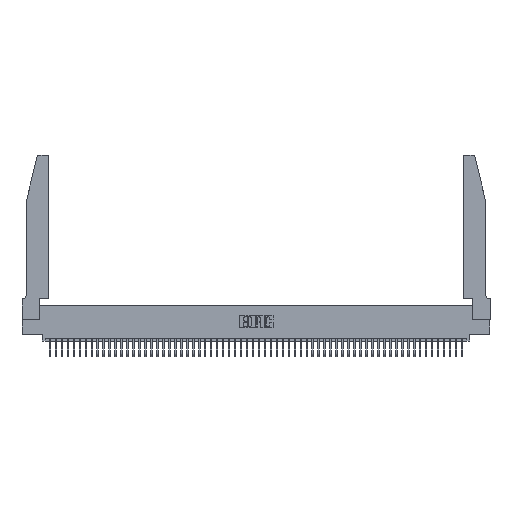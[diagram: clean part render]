
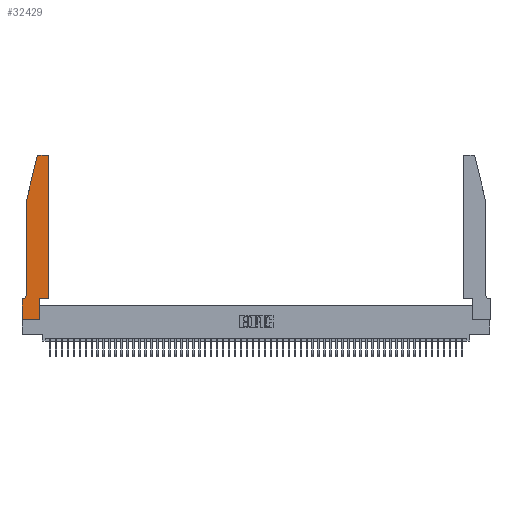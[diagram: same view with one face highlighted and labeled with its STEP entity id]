
A CAD part, top view. The second image highlights one B-rep face of the part: STEP entity #32429.
In plain terms, the highlighted planar face has unit normal (0, 0, 1).
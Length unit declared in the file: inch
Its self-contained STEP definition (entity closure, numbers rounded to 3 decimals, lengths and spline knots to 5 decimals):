
#708 = DIRECTION ( 'NONE',  ( 0., 1., 0. ) ) ;
#894 = ORIENTED_EDGE ( 'NONE', *, *, #21493, .T. ) ;
#2376 = LINE ( 'NONE', #17364, #44018 ) ;
#2698 = CARTESIAN_POINT ( 'NONE',  ( 0., 0.35, 0.37 ) ) ;
#2704 = VERTEX_POINT ( 'NONE', #43868 ) ;
#3006 = EDGE_CURVE ( 'NONE', #37189, #20832, #51937, .T. ) ;
#3080 = DIRECTION ( 'NONE',  ( 1., 0., 0. ) ) ;
#3169 = VERTEX_POINT ( 'NONE', #13712 ) ;
#3315 = DIRECTION ( 'NONE',  ( 0., 0., -1. ) ) ;
#3996 = VERTEX_POINT ( 'NONE', #29443 ) ;
#3997 = DIRECTION ( 'NONE',  ( 0., 0., 1. ) ) ;
#4766 = ORIENTED_EDGE ( 'NONE', *, *, #17071, .T. ) ;
#5091 = EDGE_CURVE ( 'NONE', #39909, #52228, #2376, .T. ) ;
#5488 = LINE ( 'NONE', #20304, #48434 ) ;
#5679 = CIRCLE ( 'NONE', #24707, 0.03 ) ;
#6781 = DIRECTION ( 'NONE',  ( 0., 0., 1. ) ) ;
#6824 = CARTESIAN_POINT ( 'NONE',  ( 0.2865, 0., 0.37 ) ) ;
#8192 = DIRECTION ( 'NONE',  ( 1., 0., 0. ) ) ;
#8604 = CARTESIAN_POINT ( 'NONE',  ( 0.4505, 2.72, 0.37 ) ) ;
#8892 = VERTEX_POINT ( 'NONE', #42351 ) ;
#10748 = EDGE_LOOP ( 'NONE', ( #11309, #19559, #46256, #44685, #51328, #38318, #47428, #27472, #4766, #894, #30871, #31429 ) ) ;
#11309 = ORIENTED_EDGE ( 'NONE', *, *, #26653, .T. ) ;
#11497 = CARTESIAN_POINT ( 'NONE',  ( 0.0755, 0.35, 0.37 ) ) ;
#12441 = CARTESIAN_POINT ( 'NONE',  ( 0., 0., 0.37 ) ) ;
#13712 = CARTESIAN_POINT ( 'NONE',  ( 0.2865, 0.35, 0.37 ) ) ;
#16130 = DIRECTION ( 'NONE',  ( 1., 0., 0. ) ) ;
#16250 = DIRECTION ( 'NONE',  ( 0., 1., 0. ) ) ;
#17071 = EDGE_CURVE ( 'NONE', #20832, #3169, #5488, .T. ) ;
#17364 = CARTESIAN_POINT ( 'NONE',  ( 0.4505, 0.35, 0.37 ) ) ;
#17489 = LINE ( 'NONE', #11497, #50554 ) ;
#17692 = EDGE_CURVE ( 'NONE', #2704, #18272, #19862, .T. ) ;
#18030 = VECTOR ( 'NONE', #37876, 39.37008 ) ;
#18272 = VERTEX_POINT ( 'NONE', #19808 ) ;
#18785 = EDGE_CURVE ( 'NONE', #3996, #2704, #44992, .T. ) ;
#19559 = ORIENTED_EDGE ( 'NONE', *, *, #31844, .T. ) ;
#19808 = CARTESIAN_POINT ( 'NONE',  ( 0.0755, 0.42, 0.37 ) ) ;
#19862 = LINE ( 'NONE', #49541, #51561 ) ;
#20304 = CARTESIAN_POINT ( 'NONE',  ( 0.2865, 0.35, 0.37 ) ) ;
#20832 = VERTEX_POINT ( 'NONE', #6824 ) ;
#21493 = EDGE_CURVE ( 'NONE', #3169, #39909, #24861, .T. ) ;
#23656 = CARTESIAN_POINT ( 'NONE',  ( 0., 0., 0.37 ) ) ;
#24707 = AXIS2_PLACEMENT_3D ( 'NONE', #31784, #6781, #35929 ) ;
#24861 = LINE ( 'NONE', #49318, #33292 ) ;
#26629 = VECTOR ( 'NONE', #48437, 39.37008 ) ;
#26653 = EDGE_CURVE ( 'NONE', #29671, #39798, #29061, .T. ) ;
#27472 = ORIENTED_EDGE ( 'NONE', *, *, #3006, .T. ) ;
#28318 = CARTESIAN_POINT ( 'NONE',  ( 0.0055, 0.42, 0.37 ) ) ;
#28995 = CARTESIAN_POINT ( 'NONE',  ( 0.4205, 2.72, 0.37 ) ) ;
#29061 = LINE ( 'NONE', #42021, #18030 ) ;
#29191 = LINE ( 'NONE', #23656, #26629 ) ;
#29443 = CARTESIAN_POINT ( 'NONE',  ( 0.25487, 2.72718, 0.37 ) ) ;
#29671 = VERTEX_POINT ( 'NONE', #30557 ) ;
#29848 = FACE_OUTER_BOUND ( 'NONE', #10748, .T. ) ;
#30184 = CIRCLE ( 'NONE', #49346, 0.07 ) ;
#30557 = CARTESIAN_POINT ( 'NONE',  ( 0.4205, 2.75, 0.37 ) ) ;
#30871 = ORIENTED_EDGE ( 'NONE', *, *, #5091, .T. ) ;
#30958 = AXIS2_PLACEMENT_3D ( 'NONE', #48727, #39449, #3080 ) ;
#31353 = DIRECTION ( 'NONE',  ( -0.239, -0.971, 0. ) ) ;
#31429 = ORIENTED_EDGE ( 'NONE', *, *, #40524, .T. ) ;
#31784 = CARTESIAN_POINT ( 'NONE',  ( 0.284, 2.72, 0.37 ) ) ;
#31844 = EDGE_CURVE ( 'NONE', #39798, #3996, #5679, .T. ) ;
#32429 = ADVANCED_FACE ( 'NONE', ( #29848 ), #52863, .T. ) ;
#32432 = EDGE_CURVE ( 'NONE', #8892, #35863, #17489, .T. ) ;
#32530 = DIRECTION ( 'NONE',  ( -1., 0., 0. ) ) ;
#32866 = CIRCLE ( 'NONE', #48566, 0.03 ) ;
#33200 = DIRECTION ( 'NONE',  ( 1., 0., 0. ) ) ;
#33292 = VECTOR ( 'NONE', #16130, 39.37008 ) ;
#35502 = CARTESIAN_POINT ( 'NONE',  ( 0.0755, 2., 0.37 ) ) ;
#35863 = VERTEX_POINT ( 'NONE', #2698 ) ;
#35929 = DIRECTION ( 'NONE',  ( 1., 0., 0. ) ) ;
#37189 = VERTEX_POINT ( 'NONE', #40165 ) ;
#37876 = DIRECTION ( 'NONE',  ( -1., 0., 0. ) ) ;
#38318 = ORIENTED_EDGE ( 'NONE', *, *, #32432, .T. ) ;
#39449 = DIRECTION ( 'NONE',  ( 0., 0., 1. ) ) ;
#39798 = VERTEX_POINT ( 'NONE', #44439 ) ;
#39909 = VERTEX_POINT ( 'NONE', #49690 ) ;
#40165 = CARTESIAN_POINT ( 'NONE',  ( 0., 0., 0.37 ) ) ;
#40524 = EDGE_CURVE ( 'NONE', #52228, #29671, #32866, .T. ) ;
#40542 = DIRECTION ( 'NONE',  ( -1., 0., 0. ) ) ;
#40931 = VECTOR ( 'NONE', #8192, 39.37008 ) ;
#42021 = CARTESIAN_POINT ( 'NONE',  ( 0.2605, 2.75, 0.37 ) ) ;
#42351 = CARTESIAN_POINT ( 'NONE',  ( 0.0055, 0.35, 0.37 ) ) ;
#42381 = VECTOR ( 'NONE', #31353, 39.37008 ) ;
#43868 = CARTESIAN_POINT ( 'NONE',  ( 0.0755, 2., 0.37 ) ) ;
#44018 = VECTOR ( 'NONE', #708, 39.37008 ) ;
#44132 = EDGE_CURVE ( 'NONE', #18272, #8892, #30184, .T. ) ;
#44439 = CARTESIAN_POINT ( 'NONE',  ( 0.284, 2.75, 0.37 ) ) ;
#44685 = ORIENTED_EDGE ( 'NONE', *, *, #17692, .T. ) ;
#44992 = LINE ( 'NONE', #35502, #42381 ) ;
#46256 = ORIENTED_EDGE ( 'NONE', *, *, #18785, .T. ) ;
#47000 = EDGE_CURVE ( 'NONE', #35863, #37189, #29191, .T. ) ;
#47428 = ORIENTED_EDGE ( 'NONE', *, *, #47000, .T. ) ;
#48434 = VECTOR ( 'NONE', #16250, 39.37008 ) ;
#48437 = DIRECTION ( 'NONE',  ( 0., -1., 0. ) ) ;
#48566 = AXIS2_PLACEMENT_3D ( 'NONE', #28995, #3997, #33200 ) ;
#48727 = CARTESIAN_POINT ( 'NONE',  ( 0., 0.35, 0.37 ) ) ;
#49318 = CARTESIAN_POINT ( 'NONE',  ( 0.4505, 0.35, 0.37 ) ) ;
#49346 = AXIS2_PLACEMENT_3D ( 'NONE', #28318, #3315, #32530 ) ;
#49541 = CARTESIAN_POINT ( 'NONE',  ( 0.0755, 2., 0.37 ) ) ;
#49690 = CARTESIAN_POINT ( 'NONE',  ( 0.4505, 0.35, 0.37 ) ) ;
#50554 = VECTOR ( 'NONE', #40542, 39.37008 ) ;
#51328 = ORIENTED_EDGE ( 'NONE', *, *, #44132, .T. ) ;
#51561 = VECTOR ( 'NONE', #53700, 39.37008 ) ;
#51937 = LINE ( 'NONE', #12441, #40931 ) ;
#52228 = VERTEX_POINT ( 'NONE', #8604 ) ;
#52863 = PLANE ( 'NONE',  #30958 ) ;
#53700 = DIRECTION ( 'NONE',  ( 0., -1., 0. ) ) ;
